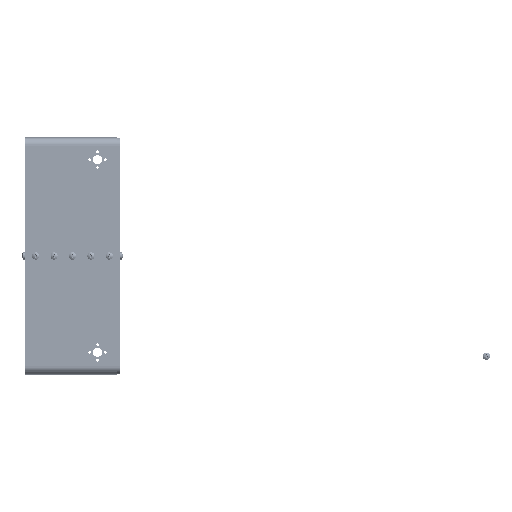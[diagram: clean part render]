
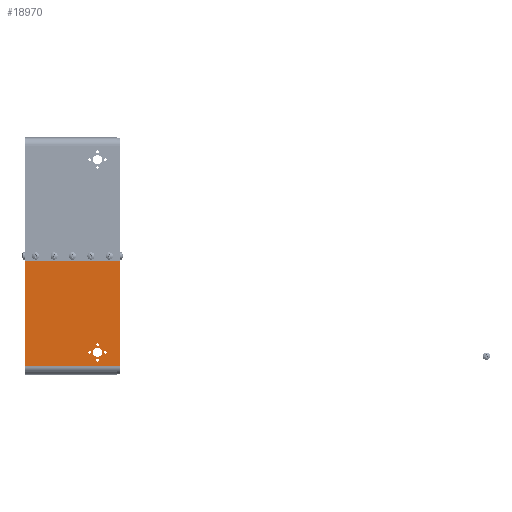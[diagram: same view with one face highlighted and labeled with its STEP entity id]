
A CAD part, left-side view. The second image highlights one B-rep face of the part: STEP entity #18970.
In plain terms, the highlighted face is planar.
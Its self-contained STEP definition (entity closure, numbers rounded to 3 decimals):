
#187 = DIRECTION ( 'NONE',  ( 0., 0., 1. ) ) ;
#227 = DIRECTION ( 'NONE',  ( -1., 0., 0. ) ) ;
#293 = FACE_BOUND ( 'NONE', #16032, .T. ) ;
#323 = CARTESIAN_POINT ( 'NONE',  ( 74., 104., 115.167 ) ) ;
#328 = EDGE_CURVE ( 'NONE', #3412, #9322, #4947, .T. ) ;
#397 = CARTESIAN_POINT ( 'NONE',  ( 74., 33.25, 101.5 ) ) ;
#423 = AXIS2_PLACEMENT_3D ( 'NONE', #6481, #227, #16873 ) ;
#463 = ORIENTED_EDGE ( 'NONE', *, *, #13931, .F. ) ;
#487 = CIRCLE ( 'NONE', #7367, 1.5 ) ;
#712 = EDGE_CURVE ( 'NONE', #5370, #6923, #487, .T. ) ;
#809 = CARTESIAN_POINT ( 'NONE',  ( 74., 24.75, 107. ) ) ;
#966 = CIRCLE ( 'NONE', #12409, 1.5 ) ;
#1076 = ORIENTED_EDGE ( 'NONE', *, *, #2697, .T. ) ;
#1264 = EDGE_CURVE ( 'NONE', #19609, #12343, #19566, .T. ) ;
#1536 = CARTESIAN_POINT ( 'NONE',  ( 74., 104., 115.167 ) ) ;
#1894 = VERTEX_POINT ( 'NONE', #18355 ) ;
#2179 = CARTESIAN_POINT ( 'NONE',  ( 74., 24.75, 91.5 ) ) ;
#2257 = LINE ( 'NONE', #14775, #18585 ) ;
#2303 = DIRECTION ( 'NONE',  ( -1., 0., 0. ) ) ;
#2509 = DIRECTION ( 'NONE',  ( -1., 0., 0. ) ) ;
#2540 = CIRCLE ( 'NONE', #10397, 1.5 ) ;
#2697 = EDGE_CURVE ( 'NONE', #13435, #9050, #7240, .T. ) ;
#2888 = EDGE_CURVE ( 'NONE', #15435, #3275, #13187, .T. ) ;
#2931 = CARTESIAN_POINT ( 'NONE',  ( 74., 16.25, 101.5 ) ) ;
#3153 = AXIS2_PLACEMENT_3D ( 'NONE', #8886, #15149, #10532 ) ;
#3275 = VERTEX_POINT ( 'NONE', #10675 ) ;
#3320 = DIRECTION ( 'NONE',  ( 0., 0., -1. ) ) ;
#3412 = VERTEX_POINT ( 'NONE', #1536 ) ;
#3502 = ORIENTED_EDGE ( 'NONE', *, *, #18903, .T. ) ;
#3562 = FACE_BOUND ( 'NONE', #4672, .T. ) ;
#3596 = EDGE_CURVE ( 'NONE', #13750, #1894, #2540, .T. ) ;
#3671 = CARTESIAN_POINT ( 'NONE',  ( 74., 24.75, 105. ) ) ;
#3921 = DIRECTION ( 'NONE',  ( -1., 0., 0. ) ) ;
#3977 = DIRECTION ( 'NONE',  ( 0., 0., 1. ) ) ;
#4035 = DIRECTION ( 'NONE',  ( 0., -1., 0. ) ) ;
#4387 = CIRCLE ( 'NONE', #12238, 1.5 ) ;
#4414 = DIRECTION ( 'NONE',  ( 0., 0., 1. ) ) ;
#4477 = CIRCLE ( 'NONE', #3153, 1.5 ) ;
#4599 = EDGE_LOOP ( 'NONE', ( #18272, #8063 ) ) ;
#4672 = EDGE_LOOP ( 'NONE', ( #5089, #15997 ) ) ;
#4789 = ORIENTED_EDGE ( 'NONE', *, *, #6010, .T. ) ;
#4869 = EDGE_CURVE ( 'NONE', #12343, #19609, #17264, .T. ) ;
#4904 = CARTESIAN_POINT ( 'NONE',  ( 74., 33.25, 98.5 ) ) ;
#4916 = ORIENTED_EDGE ( 'NONE', *, *, #3596, .T. ) ;
#4947 = LINE ( 'NONE', #323, #5654 ) ;
#5044 = DIRECTION ( 'NONE',  ( 0., 0., 1. ) ) ;
#5082 = EDGE_CURVE ( 'NONE', #9322, #13435, #2257, .T. ) ;
#5089 = ORIENTED_EDGE ( 'NONE', *, *, #5795, .T. ) ;
#5176 = CIRCLE ( 'NONE', #16630, 1.5 ) ;
#5318 = CARTESIAN_POINT ( 'NONE',  ( 74., 4., 115. ) ) ;
#5370 = VERTEX_POINT ( 'NONE', #9711 ) ;
#5413 = VERTEX_POINT ( 'NONE', #4904 ) ;
#5421 = DIRECTION ( 'NONE',  ( -1., 0., 0. ) ) ;
#5615 = DIRECTION ( 'NONE',  ( 0., -1., 0. ) ) ;
#5654 = VECTOR ( 'NONE', #6772, 1000. ) ;
#5795 = EDGE_CURVE ( 'NONE', #5413, #17527, #4477, .T. ) ;
#5842 = DIRECTION ( 'NONE',  ( 0., 0., 1. ) ) ;
#6010 = EDGE_CURVE ( 'NONE', #6923, #5370, #5176, .T. ) ;
#6115 = DIRECTION ( 'NONE',  ( -1., 0., 0. ) ) ;
#6415 = ORIENTED_EDGE ( 'NONE', *, *, #13017, .F. ) ;
#6481 = CARTESIAN_POINT ( 'NONE',  ( 74., 24.75, 108.5 ) ) ;
#6503 = CIRCLE ( 'NONE', #15339, 1.5 ) ;
#6550 = EDGE_CURVE ( 'NONE', #3275, #15435, #6503, .T. ) ;
#6654 = FACE_BOUND ( 'NONE', #17105, .T. ) ;
#6772 = DIRECTION ( 'NONE',  ( 0., -1., 0. ) ) ;
#6923 = VERTEX_POINT ( 'NONE', #14855 ) ;
#7205 = EDGE_LOOP ( 'NONE', ( #19720, #4789 ) ) ;
#7240 = LINE ( 'NONE', #19840, #14299 ) ;
#7306 = VECTOR ( 'NONE', #4035, 1000. ) ;
#7367 = AXIS2_PLACEMENT_3D ( 'NONE', #17207, #10761, #4414 ) ;
#7391 = CARTESIAN_POINT ( 'NONE',  ( 74., 104., 0. ) ) ;
#8063 = ORIENTED_EDGE ( 'NONE', *, *, #1264, .T. ) ;
#8341 = CARTESIAN_POINT ( 'NONE',  ( 74., 24.75, 100. ) ) ;
#8499 = DIRECTION ( 'NONE',  ( -1., 0., 0. ) ) ;
#8641 = ORIENTED_EDGE ( 'NONE', *, *, #328, .T. ) ;
#8886 = CARTESIAN_POINT ( 'NONE',  ( 74., 33.25, 100. ) ) ;
#9050 = VERTEX_POINT ( 'NONE', #9242 ) ;
#9103 = VERTEX_POINT ( 'NONE', #12314 ) ;
#9242 = CARTESIAN_POINT ( 'NONE',  ( 74., 0., 115. ) ) ;
#9322 = VERTEX_POINT ( 'NONE', #15190 ) ;
#9328 = DIRECTION ( 'NONE',  ( -1., 0., 0. ) ) ;
#9622 = FACE_BOUND ( 'NONE', #4599, .T. ) ;
#9711 = CARTESIAN_POINT ( 'NONE',  ( 74., 24.75, 90. ) ) ;
#9887 = DIRECTION ( 'NONE',  ( 0., 0., 1. ) ) ;
#10136 = EDGE_CURVE ( 'NONE', #17527, #5413, #966, .T. ) ;
#10333 = CARTESIAN_POINT ( 'NONE',  ( 74., 4., 0. ) ) ;
#10397 = AXIS2_PLACEMENT_3D ( 'NONE', #13914, #6115, #12360 ) ;
#10532 = DIRECTION ( 'NONE',  ( 0., 0., 1. ) ) ;
#10675 = CARTESIAN_POINT ( 'NONE',  ( 74., 24.75, 110. ) ) ;
#10761 = DIRECTION ( 'NONE',  ( -1., 0., 0. ) ) ;
#10914 = LINE ( 'NONE', #19101, #14872 ) ;
#11080 = CARTESIAN_POINT ( 'NONE',  ( 74., 24.75, 100. ) ) ;
#11457 = PLANE ( 'NONE',  #15489 ) ;
#11559 = VECTOR ( 'NONE', #17991, 1000. ) ;
#12238 = AXIS2_PLACEMENT_3D ( 'NONE', #14241, #12914, #187 ) ;
#12314 = CARTESIAN_POINT ( 'NONE',  ( 74., 0., 0. ) ) ;
#12343 = VERTEX_POINT ( 'NONE', #3671 ) ;
#12360 = DIRECTION ( 'NONE',  ( 0., 0., 1. ) ) ;
#12409 = AXIS2_PLACEMENT_3D ( 'NONE', #13066, #2509, #17780 ) ;
#12914 = DIRECTION ( 'NONE',  ( -1., 0., 0. ) ) ;
#13017 = EDGE_CURVE ( 'NONE', #15059, #9103, #13362, .T. ) ;
#13066 = CARTESIAN_POINT ( 'NONE',  ( 74., 33.25, 100. ) ) ;
#13187 = CIRCLE ( 'NONE', #423, 1.5 ) ;
#13192 = CARTESIAN_POINT ( 'NONE',  ( 74., 104., 0. ) ) ;
#13362 = LINE ( 'NONE', #19596, #7306 ) ;
#13435 = VERTEX_POINT ( 'NONE', #5318 ) ;
#13497 = LINE ( 'NONE', #13192, #11559 ) ;
#13750 = VERTEX_POINT ( 'NONE', #2931 ) ;
#13914 = CARTESIAN_POINT ( 'NONE',  ( 74., 16.25, 100. ) ) ;
#13931 = EDGE_CURVE ( 'NONE', #3412, #15059, #13497, .T. ) ;
#14241 = CARTESIAN_POINT ( 'NONE',  ( 74., 16.25, 100. ) ) ;
#14299 = VECTOR ( 'NONE', #5615, 1000. ) ;
#14338 = FACE_BOUND ( 'NONE', #7205, .T. ) ;
#14668 = DIRECTION ( 'NONE',  ( 0., 0., -1. ) ) ;
#14775 = CARTESIAN_POINT ( 'NONE',  ( 74., 4., 0. ) ) ;
#14855 = CARTESIAN_POINT ( 'NONE',  ( 74., 24.75, 93. ) ) ;
#14872 = VECTOR ( 'NONE', #3320, 1000. ) ;
#15059 = VERTEX_POINT ( 'NONE', #7391 ) ;
#15149 = DIRECTION ( 'NONE',  ( -1., 0., 0. ) ) ;
#15190 = CARTESIAN_POINT ( 'NONE',  ( 74., 4., 115.167 ) ) ;
#15339 = AXIS2_PLACEMENT_3D ( 'NONE', #16300, #8499, #5842 ) ;
#15435 = VERTEX_POINT ( 'NONE', #809 ) ;
#15489 = AXIS2_PLACEMENT_3D ( 'NONE', #10333, #5421, #3977 ) ;
#15550 = ORIENTED_EDGE ( 'NONE', *, *, #19802, .T. ) ;
#15997 = ORIENTED_EDGE ( 'NONE', *, *, #10136, .T. ) ;
#16032 = EDGE_LOOP ( 'NONE', ( #17674, #17978 ) ) ;
#16034 = ORIENTED_EDGE ( 'NONE', *, *, #5082, .T. ) ;
#16239 = EDGE_LOOP ( 'NONE', ( #15550, #6415, #463, #8641, #16034, #1076 ) ) ;
#16297 = AXIS2_PLACEMENT_3D ( 'NONE', #8341, #2303, #9887 ) ;
#16300 = CARTESIAN_POINT ( 'NONE',  ( 74., 24.75, 108.5 ) ) ;
#16580 = FACE_OUTER_BOUND ( 'NONE', #16239, .T. ) ;
#16630 = AXIS2_PLACEMENT_3D ( 'NONE', #2179, #3921, #17763 ) ;
#16873 = DIRECTION ( 'NONE',  ( 0., 0., 1. ) ) ;
#17105 = EDGE_LOOP ( 'NONE', ( #3502, #4916 ) ) ;
#17207 = CARTESIAN_POINT ( 'NONE',  ( 74., 24.75, 91.5 ) ) ;
#17245 = AXIS2_PLACEMENT_3D ( 'NONE', #11080, #9328, #5044 ) ;
#17264 = CIRCLE ( 'NONE', #17245, 5. ) ;
#17527 = VERTEX_POINT ( 'NONE', #397 ) ;
#17674 = ORIENTED_EDGE ( 'NONE', *, *, #2888, .T. ) ;
#17763 = DIRECTION ( 'NONE',  ( 0., 0., 1. ) ) ;
#17780 = DIRECTION ( 'NONE',  ( 0., 0., 1. ) ) ;
#17978 = ORIENTED_EDGE ( 'NONE', *, *, #6550, .T. ) ;
#17991 = DIRECTION ( 'NONE',  ( 0., 0., -1. ) ) ;
#18272 = ORIENTED_EDGE ( 'NONE', *, *, #4869, .T. ) ;
#18355 = CARTESIAN_POINT ( 'NONE',  ( 74., 16.25, 98.5 ) ) ;
#18397 = CARTESIAN_POINT ( 'NONE',  ( 74., 24.75, 95. ) ) ;
#18585 = VECTOR ( 'NONE', #14668, 1000. ) ;
#18903 = EDGE_CURVE ( 'NONE', #1894, #13750, #4387, .T. ) ;
#18970 = ADVANCED_FACE ( 'NONE', ( #9622, #3562, #14338, #6654, #293, #16580 ), #11457, .F. ) ;
#19101 = CARTESIAN_POINT ( 'NONE',  ( 74., 0., 0. ) ) ;
#19566 = CIRCLE ( 'NONE', #16297, 5. ) ;
#19596 = CARTESIAN_POINT ( 'NONE',  ( 74., 4., 0. ) ) ;
#19609 = VERTEX_POINT ( 'NONE', #18397 ) ;
#19720 = ORIENTED_EDGE ( 'NONE', *, *, #712, .T. ) ;
#19802 = EDGE_CURVE ( 'NONE', #9050, #9103, #10914, .T. ) ;
#19840 = CARTESIAN_POINT ( 'NONE',  ( 74., 4., 115. ) ) ;
